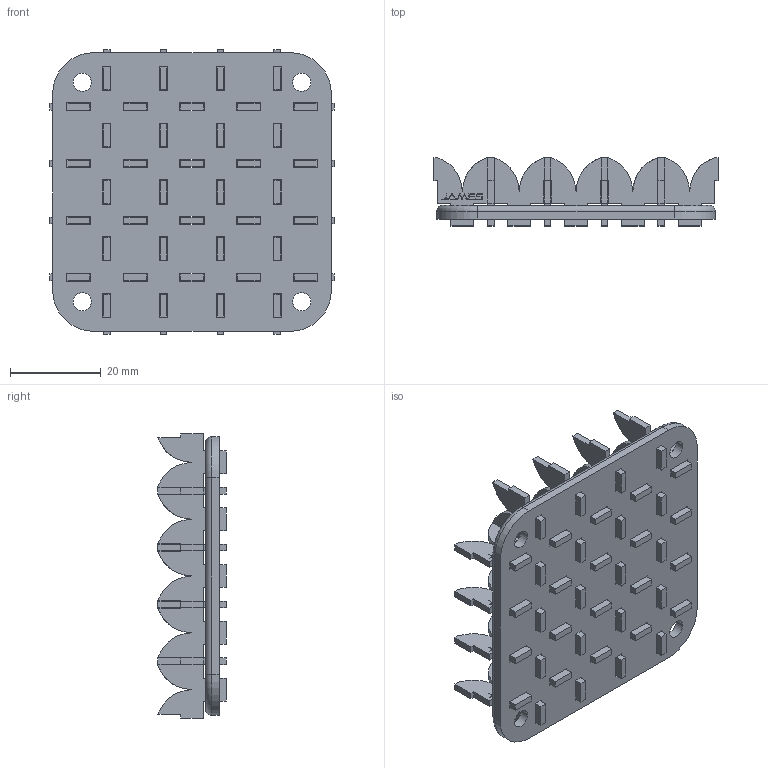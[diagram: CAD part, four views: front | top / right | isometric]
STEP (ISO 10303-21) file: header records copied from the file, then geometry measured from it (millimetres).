
FILE_DESCRIPTION (( 'STEP AP214' ), '1' );
FILE_NAME ('AME_Antenna_Array_DI_frame.STEP', '2024-02-06T15:46:47', ( '' ), ( '' ), 'SwSTEP 2.0', 'SolidWorks 2022', '' );
FILE_SCHEMA (( 'AUTOMOTIVE_DESIGN' ));
Length unit declared in the file: millimetre
Products named in the file (5): AME_Antenna_Array_DI_frame; AME_Antenna_Array.STEP; Type-b-druck.STEP; Type-a-druck.STEP; platine.STEP
Assembly tree (10 placements, depth 3):
  AME_Antenna_Array_DI_frame
    AME_Antenna_Array.STEP
      Type-a-druck.STEP  x4
      Type-b-druck.STEP  x4
      platine.STEP
Bounding box: 62.5 x 15 x 62.5 mm (x, y, z)
Volume: 16811.2 mm3; surface area: 22009.5 mm2
Topology: 9 solids, 9 shells, 2233 faces, 6340 edges, 4208 vertices
Faces by surface type: bspline 1293, plane 911, cylinder 17, cone 8, torus 4
Entity records: 36161 total; most frequent: CARTESIAN_POINT 13356, ORIENTED_EDGE 5760, EDGE_CURVE 2880, DIRECTION 2659, VERTEX_POINT 1916, LINE 1661, VECTOR 1661, B_SPLINE_CURVE_WITH_KNOTS 1170
